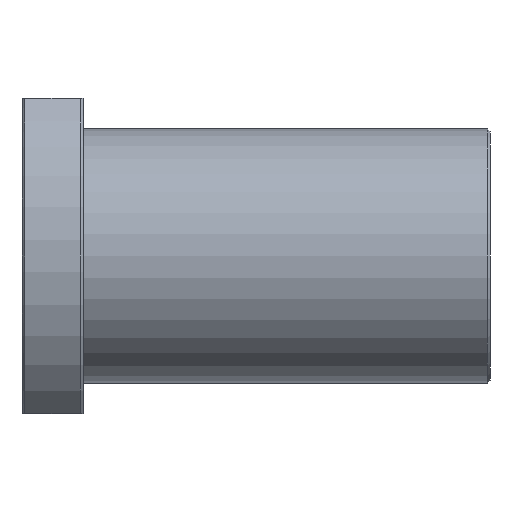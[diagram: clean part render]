
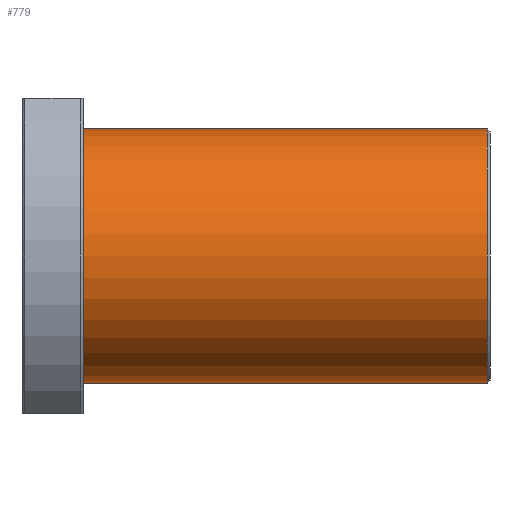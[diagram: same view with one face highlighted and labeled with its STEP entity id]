
A CAD part, front view. The second image highlights one B-rep face of the part: STEP entity #779.
In plain terms, the highlighted cylindrical face has radius 25 mm (diameter 50 mm), a partial arc.
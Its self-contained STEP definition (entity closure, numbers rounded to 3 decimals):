
#6 = EDGE_CURVE ( 'NONE', #563, #903, #1126, .T. ) ;
#32 = ORIENTED_EDGE ( 'NONE', *, *, #1118, .F. ) ;
#41 = CARTESIAN_POINT ( 'NONE',  ( -149.49, 0., 25. ) ) ;
#42 = EDGE_CURVE ( 'NONE', #646, #903, #320, .T. ) ;
#176 = CARTESIAN_POINT ( 'NONE',  ( -149.49, 0., -25. ) ) ;
#198 = VERTEX_POINT ( 'NONE', #1013 ) ;
#290 = AXIS2_PLACEMENT_3D ( 'NONE', #540, #436, #1195 ) ;
#320 = LINE ( 'NONE', #41, #611 ) ;
#326 = AXIS2_PLACEMENT_3D ( 'NONE', #415, #1165, #722 ) ;
#389 = EDGE_LOOP ( 'NONE', ( #32, #616, #608, #696 ) ) ;
#395 = CARTESIAN_POINT ( 'NONE',  ( -63.941, 0., 25. ) ) ;
#415 = CARTESIAN_POINT ( 'NONE',  ( -63.941, 0., 0. ) ) ;
#436 = DIRECTION ( 'NONE',  ( -1., 0., 0. ) ) ;
#454 = FACE_OUTER_BOUND ( 'NONE', #389, .T. ) ;
#458 = CARTESIAN_POINT ( 'NONE',  ( 15.559, 0., 25. ) ) ;
#511 = CARTESIAN_POINT ( 'NONE',  ( 15.559, 0., 0. ) ) ;
#523 = DIRECTION ( 'NONE',  ( -1., 0., 0. ) ) ;
#540 = CARTESIAN_POINT ( 'NONE',  ( -149.49, 0., 0. ) ) ;
#556 = DIRECTION ( 'NONE',  ( -1., 0., 0. ) ) ;
#563 = VERTEX_POINT ( 'NONE', #1159 ) ;
#608 = ORIENTED_EDGE ( 'NONE', *, *, #42, .T. ) ;
#611 = VECTOR ( 'NONE', #1080, 1000. ) ;
#616 = ORIENTED_EDGE ( 'NONE', *, *, #944, .T. ) ;
#646 = VERTEX_POINT ( 'NONE', #458 ) ;
#696 = ORIENTED_EDGE ( 'NONE', *, *, #6, .F. ) ;
#722 = DIRECTION ( 'NONE',  ( 0., 0., 1. ) ) ;
#733 = AXIS2_PLACEMENT_3D ( 'NONE', #511, #523, #904 ) ;
#779 = ADVANCED_FACE ( 'NONE', ( #454 ), #1199, .T. ) ;
#903 = VERTEX_POINT ( 'NONE', #395 ) ;
#904 = DIRECTION ( 'NONE',  ( 0., 0., 1. ) ) ;
#944 = EDGE_CURVE ( 'NONE', #198, #646, #1131, .T. ) ;
#997 = LINE ( 'NONE', #176, #1004 ) ;
#1004 = VECTOR ( 'NONE', #556, 1000. ) ;
#1013 = CARTESIAN_POINT ( 'NONE',  ( 15.559, 0., -25. ) ) ;
#1080 = DIRECTION ( 'NONE',  ( -1., 0., 0. ) ) ;
#1118 = EDGE_CURVE ( 'NONE', #198, #563, #997, .T. ) ;
#1126 = CIRCLE ( 'NONE', #326, 25. ) ;
#1131 = CIRCLE ( 'NONE', #733, 25. ) ;
#1159 = CARTESIAN_POINT ( 'NONE',  ( -63.941, 0., -25. ) ) ;
#1165 = DIRECTION ( 'NONE',  ( -1., 0., 0. ) ) ;
#1195 = DIRECTION ( 'NONE',  ( 0., 0., 1. ) ) ;
#1199 = CYLINDRICAL_SURFACE ( 'NONE', #290, 25. ) ;
